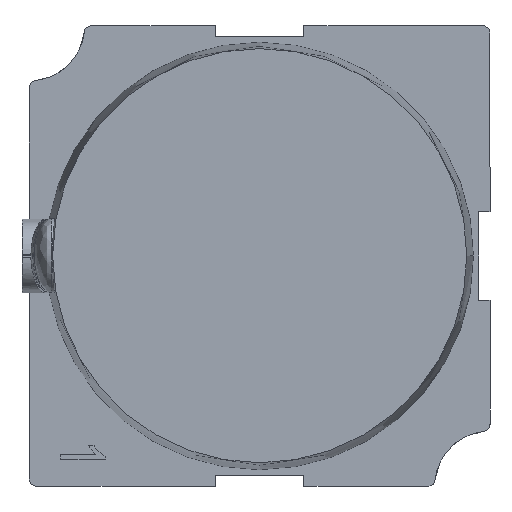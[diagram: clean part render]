
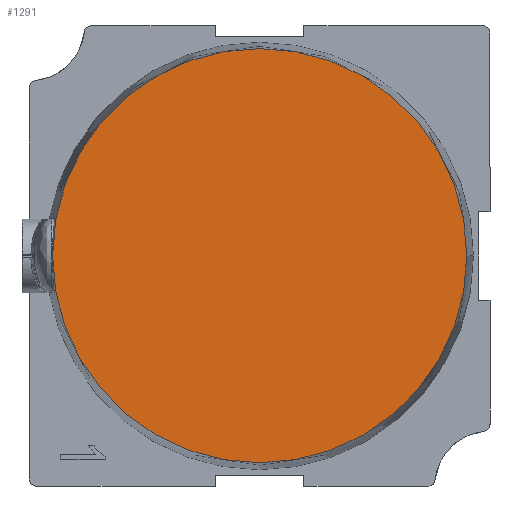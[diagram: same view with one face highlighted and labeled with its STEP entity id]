
A CAD part, top view. The second image highlights one B-rep face of the part: STEP entity #1291.
In plain terms, the highlighted planar face has unit normal (0, 0, 1).
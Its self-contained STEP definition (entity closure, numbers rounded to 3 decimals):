
#7 = DIRECTION ( 'NONE',  ( -1., 0., 0. ) ) ;
#66 = VERTEX_POINT ( 'NONE', #1859 ) ;
#112 = CIRCLE ( 'NONE', #1129, 5.62 ) ;
#257 = DIRECTION ( 'NONE',  ( -1., 0., 0. ) ) ;
#267 = CARTESIAN_POINT ( 'NONE',  ( 0., 0., 6. ) ) ;
#329 = CIRCLE ( 'NONE', #1535, 5.62 ) ;
#482 = CARTESIAN_POINT ( 'NONE',  ( 0., 0., 6. ) ) ;
#544 = DIRECTION ( 'NONE',  ( -1., 0., 0. ) ) ;
#615 = EDGE_CURVE ( 'NONE', #66, #1370, #329, .T. ) ;
#679 = EDGE_LOOP ( 'NONE', ( #1386, #872 ) ) ;
#691 = PLANE ( 'NONE',  #2418 ) ;
#872 = ORIENTED_EDGE ( 'NONE', *, *, #2436, .F. ) ;
#1129 = AXIS2_PLACEMENT_3D ( 'NONE', #1232, #2900, #544 ) ;
#1178 = DIRECTION ( 'NONE',  ( 0., 0., -1. ) ) ;
#1232 = CARTESIAN_POINT ( 'NONE',  ( 0., 0., 6. ) ) ;
#1291 = ADVANCED_FACE ( 'NONE', ( #2778 ), #691, .F. ) ;
#1370 = VERTEX_POINT ( 'NONE', #1957 ) ;
#1386 = ORIENTED_EDGE ( 'NONE', *, *, #615, .F. ) ;
#1535 = AXIS2_PLACEMENT_3D ( 'NONE', #267, #1178, #7 ) ;
#1623 = DIRECTION ( 'NONE',  ( 0., 0., -1. ) ) ;
#1859 = CARTESIAN_POINT ( 'NONE',  ( -5.62, 0., 6. ) ) ;
#1957 = CARTESIAN_POINT ( 'NONE',  ( 5.62, 0., 6. ) ) ;
#2418 = AXIS2_PLACEMENT_3D ( 'NONE', #482, #1623, #257 ) ;
#2436 = EDGE_CURVE ( 'NONE', #1370, #66, #112, .T. ) ;
#2778 = FACE_OUTER_BOUND ( 'NONE', #679, .T. ) ;
#2900 = DIRECTION ( 'NONE',  ( 0., 0., -1. ) ) ;
